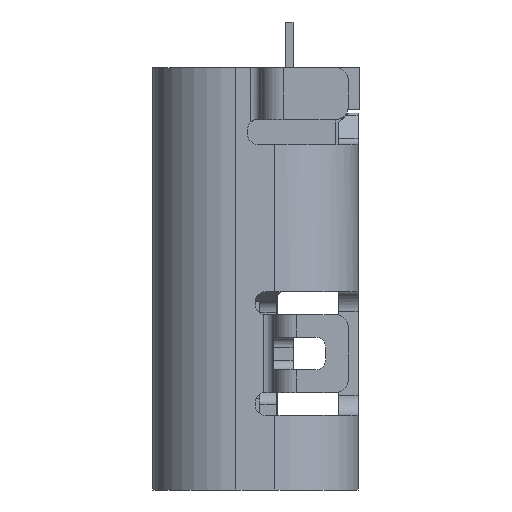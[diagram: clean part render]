
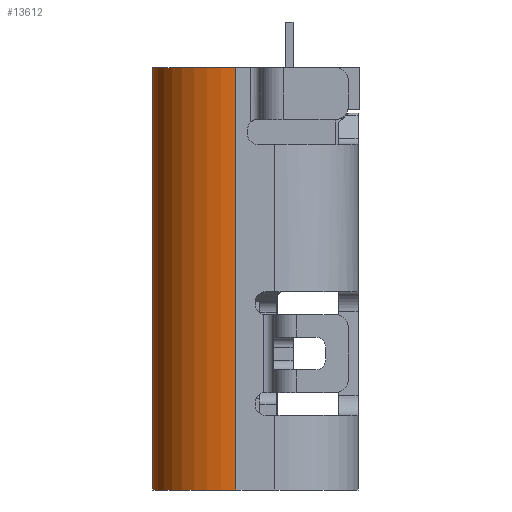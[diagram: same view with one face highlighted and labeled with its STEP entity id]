
A CAD part, left-side view. The second image highlights one B-rep face of the part: STEP entity #13612.
In plain terms, the highlighted cylindrical face has radius 1.28 mm (diameter 2.56 mm), a partial arc.
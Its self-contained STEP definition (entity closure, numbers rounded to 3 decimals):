
#1130=FACE_OUTER_BOUND('',#1849,.T.);
#1849=EDGE_LOOP('',(#11993,#11994,#11995,#11996));
#2332=CIRCLE('',#14517,1.28);
#2377=CIRCLE('',#14614,1.28);
#2935=LINE('',#19950,#4511);
#3636=LINE('',#21833,#5212);
#4511=VECTOR('',#15932,6.5);
#5212=VECTOR('',#17579,6.5);
#6039=VERTEX_POINT('',#19947);
#6040=VERTEX_POINT('',#19949);
#6656=VERTEX_POINT('',#21754);
#6677=VERTEX_POINT('',#21832);
#7492=EDGE_CURVE('',#6040,#6039,#2935,.T.);
#8378=EDGE_CURVE('',#6040,#6656,#2332,.T.);
#8413=EDGE_CURVE('',#6677,#6656,#3636,.T.);
#8516=EDGE_CURVE('',#6677,#6039,#2377,.T.);
#11993=ORIENTED_EDGE('',*,*,#8378,.F.);
#11994=ORIENTED_EDGE('',*,*,#7492,.T.);
#11995=ORIENTED_EDGE('',*,*,#8516,.F.);
#11996=ORIENTED_EDGE('',*,*,#8413,.T.);
#13054=CYLINDRICAL_SURFACE('',#14676,1.28);
#13612=ADVANCED_FACE('',(#1130),#13054,.T.);
#14517=AXIS2_PLACEMENT_3D('',#21755,#17507,#17508);
#14614=AXIS2_PLACEMENT_3D('',#22032,#17789,#17790);
#14676=AXIS2_PLACEMENT_3D('',#22156,#17968,#17969);
#15932=DIRECTION('',(0.,0.,-1.));
#17507=DIRECTION('center_axis',(0.,0.,1.));
#17508=DIRECTION('ref_axis',(0.,1.,0.));
#17579=DIRECTION('',(0.,0.,1.));
#17789=DIRECTION('center_axis',(0.,0.,-1.));
#17790=DIRECTION('ref_axis',(-1.,0.,0.));
#17968=DIRECTION('center_axis',(0.,0.,-1.));
#17969=DIRECTION('ref_axis',(-1.,0.,0.));
#19947=CARTESIAN_POINT('',(-3.19,1.108,-3.6));
#19949=CARTESIAN_POINT('',(-3.19,1.108,2.9));
#19950=CARTESIAN_POINT('',(-3.19,1.108,2.9));
#21754=CARTESIAN_POINT('',(-4.47,-0.172,2.9));
#21755=CARTESIAN_POINT('Origin',(-3.19,-0.172,2.9));
#21832=CARTESIAN_POINT('',(-4.47,-0.172,-3.6));
#21833=CARTESIAN_POINT('',(-4.47,-0.172,-3.6));
#22032=CARTESIAN_POINT('Origin',(-3.19,-0.172,-3.6));
#22156=CARTESIAN_POINT('Origin',(-3.19,-0.172,-2.1));
